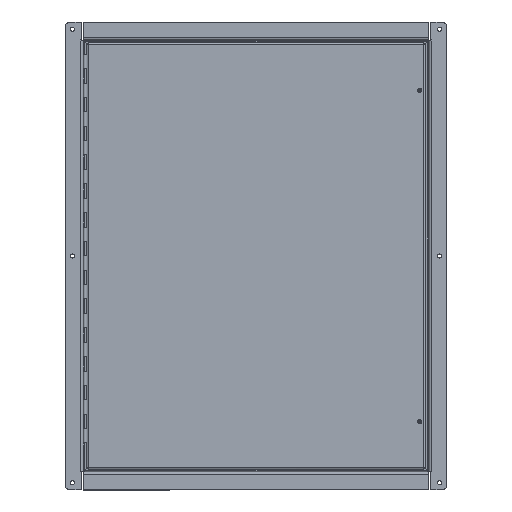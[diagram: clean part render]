
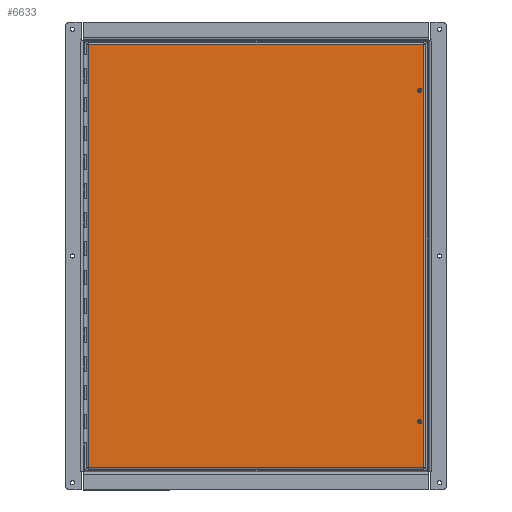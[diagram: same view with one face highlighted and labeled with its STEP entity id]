
A CAD part, top view. The second image highlights one B-rep face of the part: STEP entity #6633.
In plain terms, the highlighted planar face has unit normal (0, 0, 1).
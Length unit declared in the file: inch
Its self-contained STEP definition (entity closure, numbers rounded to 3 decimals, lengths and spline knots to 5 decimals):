
#92=FACE_BOUND($,#1248,.T.);
#93=FACE_BOUND($,#1249,.T.);
#94=FACE_BOUND($,#1250,.T.);
#187=CIRCLE($,#7029,0.1405);
#189=CIRCLE($,#7032,0.1405);
#529=PLANE($,#7062);
#1248=EDGE_LOOP($,(#5027));
#1249=EDGE_LOOP($,(#5028));
#1250=EDGE_LOOP($,(#5029,#5030,#5031,#5032));
#1770=LINE($,#10900,#2398);
#1786=LINE($,#11002,#2414);
#1801=LINE($,#11102,#2429);
#1816=LINE($,#11201,#2444);
#2398=VECTOR($,#8030,23.2895);
#2414=VECTOR($,#8060,29.4145);
#2429=VECTOR($,#8089,23.2895);
#2444=VECTOR($,#8118,29.4145);
#2970=VERTEX_POINT($,#10880);
#2972=VERTEX_POINT($,#10885);
#2975=VERTEX_POINT($,#10891);
#2976=VERTEX_POINT($,#10899);
#2987=VERTEX_POINT($,#11001);
#2997=VERTEX_POINT($,#11101);
#3650=EDGE_CURVE($,#2970,#2970,#187,.T.);
#3652=EDGE_CURVE($,#2972,#2972,#189,.T.);
#3655=EDGE_CURVE($,#2976,#2975,#1770,.T.);
#3675=EDGE_CURVE($,#2987,#2976,#1786,.T.);
#3694=EDGE_CURVE($,#2997,#2987,#1801,.T.);
#3713=EDGE_CURVE($,#2975,#2997,#1816,.T.);
#5027=ORIENTED_EDGE($,*,*,#3650,.T.);
#5028=ORIENTED_EDGE($,*,*,#3652,.T.);
#5029=ORIENTED_EDGE($,*,*,#3655,.T.);
#5030=ORIENTED_EDGE($,*,*,#3713,.T.);
#5031=ORIENTED_EDGE($,*,*,#3694,.T.);
#5032=ORIENTED_EDGE($,*,*,#3675,.T.);
#6633=ADVANCED_FACE($,(#92,#93,#94),#529,.T.);
#7029=AXIS2_PLACEMENT_3D($,#10881,#8019,#8020);
#7032=AXIS2_PLACEMENT_3D($,#10886,#8025,#8026);
#7062=AXIS2_PLACEMENT_3D($,#11288,#8145,#8146);
#8019=DIRECTION('center_axis',(0.,0.,-1.));
#8020=DIRECTION('ref_axis',(-1.,0.,0.));
#8025=DIRECTION('center_axis',(0.,0.,-1.));
#8026=DIRECTION('ref_axis',(-1.,0.,0.));
#8030=DIRECTION($,(-1.,0.,0.));
#8060=DIRECTION($,(0.,1.,0.));
#8089=DIRECTION($,(1.,0.,0.));
#8118=DIRECTION($,(0.,-1.,0.));
#8145=DIRECTION('center_axis',(0.,0.,1.));
#8146=DIRECTION('ref_axis',(1.,0.,0.));
#10880=CARTESIAN_POINT('',(11.5155,-11.5,0.074));
#10881=CARTESIAN_POINT('Origin',(11.375,-11.5,0.074));
#10885=CARTESIAN_POINT('',(11.5155,11.5,0.074));
#10886=CARTESIAN_POINT('Origin',(11.375,11.5,0.074));
#10891=CARTESIAN_POINT('',(-11.64475,14.70725,0.074));
#10899=CARTESIAN_POINT('',(11.64475,14.70725,0.074));
#10900=CARTESIAN_POINT($,(5.82238,14.70725,0.074));
#11001=CARTESIAN_POINT('',(11.64475,-14.70725,0.074));
#11002=CARTESIAN_POINT($,(11.64475,-7.35363,0.074));
#11101=CARTESIAN_POINT('',(-11.64475,-14.70725,0.074));
#11102=CARTESIAN_POINT($,(-5.82238,-14.70725,0.074));
#11201=CARTESIAN_POINT($,(-11.64475,7.35362,0.074));
#11288=CARTESIAN_POINT('Origin',(0.,0.,
0.074));
